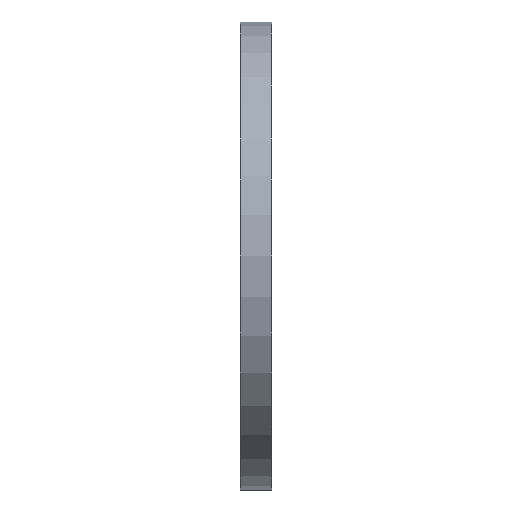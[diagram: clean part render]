
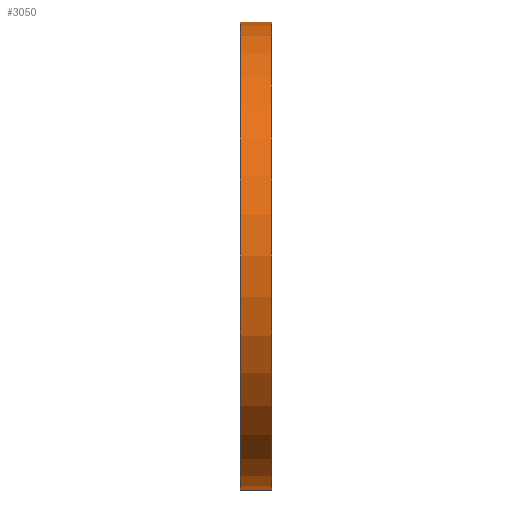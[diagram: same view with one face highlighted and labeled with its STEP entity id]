
A CAD part, left-side view. The second image highlights one B-rep face of the part: STEP entity #3050.
In plain terms, the highlighted cylindrical face has radius 75 mm (diameter 150 mm), a partial arc.
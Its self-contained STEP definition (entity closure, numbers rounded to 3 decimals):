
#399 = LINE ( 'NONE', #2260, #8930 ) ;
#450 = AXIS2_PLACEMENT_3D ( 'NONE', #1604, #2627, #10864 ) ;
#894 = VERTEX_POINT ( 'NONE', #2904 ) ;
#1091 = DIRECTION ( 'NONE',  ( 0., -1., 0. ) ) ;
#1431 = CARTESIAN_POINT ( 'NONE',  ( 0., 10., 75. ) ) ;
#1533 = DIRECTION ( 'NONE',  ( 0., 0., 1. ) ) ;
#1604 = CARTESIAN_POINT ( 'NONE',  ( 0., 10., 0. ) ) ;
#1626 = CARTESIAN_POINT ( 'NONE',  ( 0., 10., -75. ) ) ;
#2260 = CARTESIAN_POINT ( 'NONE',  ( 0., 10., -75. ) ) ;
#2383 = CYLINDRICAL_SURFACE ( 'NONE', #3107, 75. ) ;
#2627 = DIRECTION ( 'NONE',  ( 0., 1., 0. ) ) ;
#2904 = CARTESIAN_POINT ( 'NONE',  ( 0., 10., 75. ) ) ;
#3000 = ORIENTED_EDGE ( 'NONE', *, *, #6272, .T. ) ;
#3050 = ADVANCED_FACE ( 'NONE', ( #12174 ), #2383, .T. ) ;
#3107 = AXIS2_PLACEMENT_3D ( 'NONE', #5838, #6842, #10815 ) ;
#4165 = ORIENTED_EDGE ( 'NONE', *, *, #8723, .T. ) ;
#4594 = EDGE_CURVE ( 'NONE', #11670, #894, #10571, .T. ) ;
#4687 = ORIENTED_EDGE ( 'NONE', *, *, #4594, .F. ) ;
#4929 = ORIENTED_EDGE ( 'NONE', *, *, #7371, .F. ) ;
#5768 = VERTEX_POINT ( 'NONE', #6053 ) ;
#5838 = CARTESIAN_POINT ( 'NONE',  ( 0., 10., 0. ) ) ;
#5908 = AXIS2_PLACEMENT_3D ( 'NONE', #8596, #6639, #1533 ) ;
#6053 = CARTESIAN_POINT ( 'NONE',  ( 0., 0., 75. ) ) ;
#6272 = EDGE_CURVE ( 'NONE', #11670, #8476, #399, .T. ) ;
#6639 = DIRECTION ( 'NONE',  ( 0., 1., 0. ) ) ;
#6842 = DIRECTION ( 'NONE',  ( 0., -1., 0. ) ) ;
#7371 = EDGE_CURVE ( 'NONE', #894, #5768, #10845, .T. ) ;
#8476 = VERTEX_POINT ( 'NONE', #12234 ) ;
#8596 = CARTESIAN_POINT ( 'NONE',  ( 0., 0., 0. ) ) ;
#8723 = EDGE_CURVE ( 'NONE', #8476, #5768, #12457, .T. ) ;
#8930 = VECTOR ( 'NONE', #1091, 1000. ) ;
#9878 = VECTOR ( 'NONE', #12738, 1000. ) ;
#10571 = CIRCLE ( 'NONE', #450, 75. ) ;
#10815 = DIRECTION ( 'NONE',  ( 0., 0., -1. ) ) ;
#10845 = LINE ( 'NONE', #1431, #9878 ) ;
#10864 = DIRECTION ( 'NONE',  ( 0., 0., 1. ) ) ;
#11670 = VERTEX_POINT ( 'NONE', #1626 ) ;
#12071 = EDGE_LOOP ( 'NONE', ( #4929, #4687, #3000, #4165 ) ) ;
#12174 = FACE_OUTER_BOUND ( 'NONE', #12071, .T. ) ;
#12234 = CARTESIAN_POINT ( 'NONE',  ( 0., 0., -75. ) ) ;
#12457 = CIRCLE ( 'NONE', #5908, 75. ) ;
#12738 = DIRECTION ( 'NONE',  ( 0., -1., 0. ) ) ;
